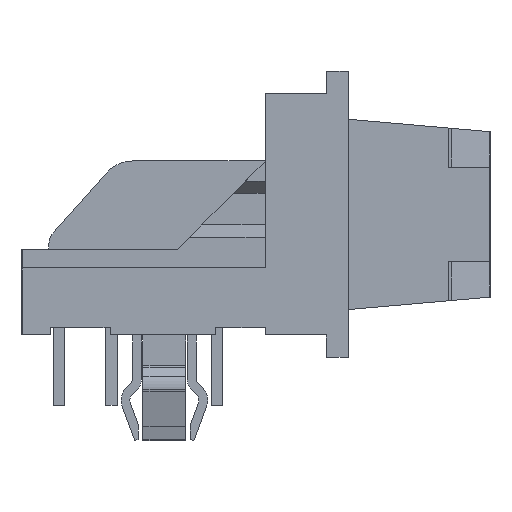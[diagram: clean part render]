
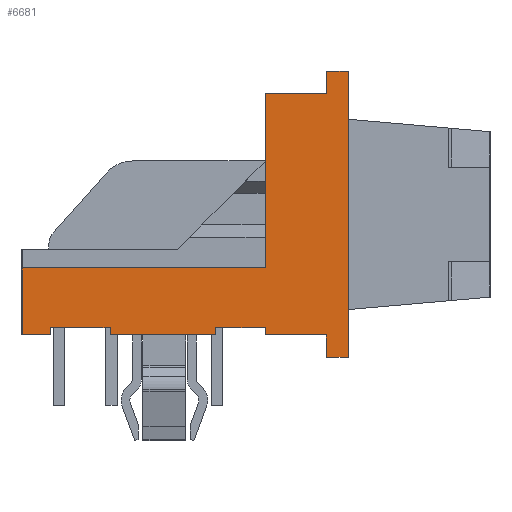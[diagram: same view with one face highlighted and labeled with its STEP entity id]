
A CAD part, left-side view. The second image highlights one B-rep face of the part: STEP entity #6681.
In plain terms, the highlighted planar face has unit normal (-1, 0, 0).
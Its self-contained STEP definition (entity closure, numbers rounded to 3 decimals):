
#217=FACE_OUTER_BOUND($,#614,.T.);
#614=EDGE_LOOP($,(#4424,#4425,#4426,#4427,#4428,#4429,#4430,#4431,#4432,
#4433,#4434,#4435,#4436,#4437,#4438,#4439,#4440,#4441));
#1029=LINE($,#9492,#1902);
#1033=LINE($,#9500,#1906);
#1045=LINE($,#9526,#1918);
#1061=LINE($,#9559,#1934);
#1062=LINE($,#9561,#1935);
#1063=LINE($,#9563,#1936);
#1064=LINE($,#9565,#1937);
#1065=LINE($,#9567,#1938);
#1066=LINE($,#9569,#1939);
#1067=LINE($,#9570,#1940);
#1068=LINE($,#9572,#1941);
#1069=LINE($,#9574,#1942);
#1070=LINE($,#9575,#1943);
#1071=LINE($,#9577,#1944);
#1072=LINE($,#9579,#1945);
#1073=LINE($,#9581,#1946);
#1074=LINE($,#9583,#1947);
#1075=LINE($,#9584,#1948);
#1902=VECTOR($,#7630,0.787);
#1906=VECTOR($,#7636,0.813);
#1918=VECTOR($,#7652,2.413);
#1934=VECTOR($,#7672,0.254);
#1935=VECTOR($,#7673,1.778);
#1936=VECTOR($,#7674,0.254);
#1937=VECTOR($,#7675,2.21);
#1938=VECTOR($,#7676,0.813);
#1939=VECTOR($,#7677,0.787);
#1940=VECTOR($,#7678,10.312);
#1941=VECTOR($,#7679,2.21);
#1942=VECTOR($,#7680,6.274);
#1943=VECTOR($,#7681,8.763);
#1944=VECTOR($,#7682,1.016);
#1945=VECTOR($,#7683,0.254);
#1946=VECTOR($,#7684,2.159);
#1947=VECTOR($,#7685,0.254);
#1948=VECTOR($,#7686,3.81);
#2774=VERTEX_POINT($,#9488);
#2776=VERTEX_POINT($,#9491);
#2778=VERTEX_POINT($,#9497);
#2790=VERTEX_POINT($,#9523);
#2791=VERTEX_POINT($,#9525);
#2805=VERTEX_POINT($,#9557);
#2806=VERTEX_POINT($,#9558);
#2807=VERTEX_POINT($,#9560);
#2808=VERTEX_POINT($,#9562);
#2809=VERTEX_POINT($,#9564);
#2810=VERTEX_POINT($,#9566);
#2811=VERTEX_POINT($,#9568);
#2812=VERTEX_POINT($,#9571);
#2813=VERTEX_POINT($,#9573);
#2814=VERTEX_POINT($,#9576);
#2815=VERTEX_POINT($,#9578);
#2816=VERTEX_POINT($,#9580);
#2817=VERTEX_POINT($,#9582);
#3421=EDGE_CURVE($,#2774,#2776,#1029,.T.);
#3425=EDGE_CURVE($,#2778,#2774,#1033,.T.);
#3437=EDGE_CURVE($,#2790,#2791,#1045,.T.);
#3453=EDGE_CURVE($,#2805,#2806,#1061,.T.);
#3454=EDGE_CURVE($,#2806,#2807,#1062,.T.);
#3455=EDGE_CURVE($,#2807,#2808,#1063,.T.);
#3456=EDGE_CURVE($,#2808,#2809,#1064,.T.);
#3457=EDGE_CURVE($,#2810,#2809,#1065,.T.);
#3458=EDGE_CURVE($,#2811,#2810,#1066,.T.);
#3459=EDGE_CURVE($,#2776,#2811,#1067,.T.);
#3460=EDGE_CURVE($,#2812,#2778,#1068,.T.);
#3461=EDGE_CURVE($,#2813,#2812,#1069,.T.);
#3462=EDGE_CURVE($,#2813,#2791,#1070,.T.);
#3463=EDGE_CURVE($,#2790,#2814,#1071,.T.);
#3464=EDGE_CURVE($,#2814,#2815,#1072,.T.);
#3465=EDGE_CURVE($,#2815,#2816,#1073,.T.);
#3466=EDGE_CURVE($,#2816,#2817,#1074,.T.);
#3467=EDGE_CURVE($,#2817,#2805,#1075,.T.);
#4424=ORIENTED_EDGE($,*,*,#3453,.T.);
#4425=ORIENTED_EDGE($,*,*,#3454,.T.);
#4426=ORIENTED_EDGE($,*,*,#3455,.T.);
#4427=ORIENTED_EDGE($,*,*,#3456,.T.);
#4428=ORIENTED_EDGE($,*,*,#3457,.F.);
#4429=ORIENTED_EDGE($,*,*,#3458,.F.);
#4430=ORIENTED_EDGE($,*,*,#3459,.F.);
#4431=ORIENTED_EDGE($,*,*,#3421,.F.);
#4432=ORIENTED_EDGE($,*,*,#3425,.F.);
#4433=ORIENTED_EDGE($,*,*,#3460,.F.);
#4434=ORIENTED_EDGE($,*,*,#3461,.F.);
#4435=ORIENTED_EDGE($,*,*,#3462,.T.);
#4436=ORIENTED_EDGE($,*,*,#3437,.F.);
#4437=ORIENTED_EDGE($,*,*,#3463,.T.);
#4438=ORIENTED_EDGE($,*,*,#3464,.T.);
#4439=ORIENTED_EDGE($,*,*,#3465,.T.);
#4440=ORIENTED_EDGE($,*,*,#3466,.T.);
#4441=ORIENTED_EDGE($,*,*,#3467,.T.);
#6332=PLANE($,#7137);
#6681=ADVANCED_FACE($,(#217),#6332,.F.);
#7137=AXIS2_PLACEMENT_3D($,#9556,#7670,#7671);
#7630=DIRECTION($,(0.,-1.,0.));
#7636=DIRECTION($,(0.,0.,1.));
#7652=DIRECTION($,(0.,0.,1.));
#7670=DIRECTION('center_axis',(1.,0.,0.));
#7671=DIRECTION('ref_axis',(0.,0.,-1.));
#7672=DIRECTION($,(0.,0.,1.));
#7673=DIRECTION($,(0.,-1.,0.));
#7674=DIRECTION($,(0.,0.,-1.));
#7675=DIRECTION($,(0.,-1.,0.));
#7676=DIRECTION($,(0.,0.,1.));
#7677=DIRECTION($,(0.,1.,0.));
#7678=DIRECTION($,(0.,0.,-1.));
#7679=DIRECTION($,(0.,-1.,0.));
#7680=DIRECTION($,(0.,0.,1.));
#7681=DIRECTION($,(0.,1.,0.));
#7682=DIRECTION($,(0.,-1.,0.));
#7683=DIRECTION($,(0.,0.,1.));
#7684=DIRECTION($,(0.,-1.,0.));
#7685=DIRECTION($,(0.,0.,-1.));
#7686=DIRECTION($,(0.,-1.,0.));
#9488=CARTESIAN_POINT('',(-42.101,-5.843,9.5));
#9491=CARTESIAN_POINT('',(-42.101,-6.63,9.5));
#9492=CARTESIAN_POINT($,(-42.101,-5.843,9.5));
#9497=CARTESIAN_POINT('',(-42.101,-5.843,8.687));
#9500=CARTESIAN_POINT($,(-42.101,-5.843,8.687));
#9523=CARTESIAN_POINT('',(-42.101,5.13,0.));
#9525=CARTESIAN_POINT('',(-42.101,5.13,2.413));
#9526=CARTESIAN_POINT($,(-42.101,5.13,0.));
#9556=CARTESIAN_POINT('Origin',(-42.101,-11.634,4.343));
#9557=CARTESIAN_POINT('',(-42.101,-1.855,0.));
#9558=CARTESIAN_POINT('',(-42.101,-1.855,0.254));
#9559=CARTESIAN_POINT($,(-42.101,-1.855,0.));
#9560=CARTESIAN_POINT('',(-42.101,-3.633,0.254));
#9561=CARTESIAN_POINT($,(-42.101,-1.855,0.254));
#9562=CARTESIAN_POINT('',(-42.101,-3.633,0.));
#9563=CARTESIAN_POINT($,(-42.101,-3.633,0.254));
#9564=CARTESIAN_POINT('',(-42.101,-5.843,0.));
#9565=CARTESIAN_POINT($,(-42.101,-3.633,0.));
#9566=CARTESIAN_POINT('',(-42.101,-5.843,-0.813));
#9567=CARTESIAN_POINT($,(-42.101,-5.843,-0.813));
#9568=CARTESIAN_POINT('',(-42.101,-6.63,-0.813));
#9569=CARTESIAN_POINT($,(-42.101,-6.63,-0.813));
#9570=CARTESIAN_POINT($,(-42.101,-6.63,9.5));
#9571=CARTESIAN_POINT('',(-42.101,-3.633,8.687));
#9572=CARTESIAN_POINT($,(-42.101,-3.633,8.687));
#9573=CARTESIAN_POINT('',(-42.101,-3.633,2.413));
#9574=CARTESIAN_POINT($,(-42.101,-3.633,2.413));
#9575=CARTESIAN_POINT($,(-42.101,-3.633,2.413));
#9576=CARTESIAN_POINT('',(-42.101,4.114,0.));
#9577=CARTESIAN_POINT($,(-42.101,5.13,0.));
#9578=CARTESIAN_POINT('',(-42.101,4.114,0.254));
#9579=CARTESIAN_POINT($,(-42.101,4.114,0.));
#9580=CARTESIAN_POINT('',(-42.101,1.955,0.254));
#9581=CARTESIAN_POINT($,(-42.101,4.114,0.254));
#9582=CARTESIAN_POINT('',(-42.101,1.955,0.));
#9583=CARTESIAN_POINT($,(-42.101,1.955,0.254));
#9584=CARTESIAN_POINT($,(-42.101,1.955,0.));
